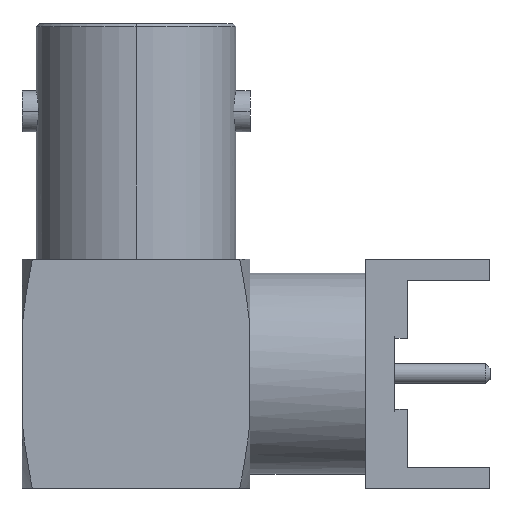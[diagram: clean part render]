
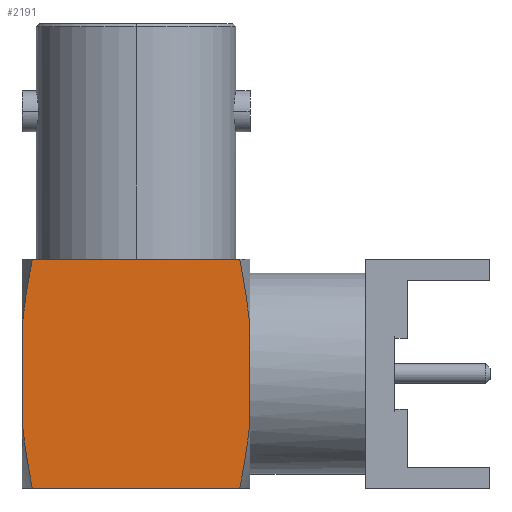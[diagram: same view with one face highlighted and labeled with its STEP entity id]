
A CAD part, left-side view. The second image highlights one B-rep face of the part: STEP entity #2191.
In plain terms, the highlighted planar face has unit normal (-1, 0, 0).
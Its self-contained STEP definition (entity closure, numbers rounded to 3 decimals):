
#101=DIRECTION('',(0.,-1.,0.));
#102=VECTOR('',#101,10.032);
#103=CARTESIAN_POINT('',(-5.5,10.815,
-0.15));
#104=LINE('',#103,#102);
#140=CARTESIAN_POINT('',(-5.5,0.783,
-0.15));
#141=CARTESIAN_POINT('',(-5.5,0.711,
-0.527));
#142=CARTESIAN_POINT('',(-5.5,0.579,
-1.262));
#143=CARTESIAN_POINT('',(-5.5,0.416,
-2.31));
#144=CARTESIAN_POINT('',(-5.5,0.334,
-2.971));
#145=CARTESIAN_POINT('',(-5.5,0.299,
-3.292));
#147=DIRECTION('',(0.,0.,1.));
#148=VECTOR('',#147,4.796);
#149=CARTESIAN_POINT('',(-5.5,0.299,
-8.088));
#150=LINE('',#149,#148);
#151=CARTESIAN_POINT('',(-5.5,0.783,
-11.23));
#152=CARTESIAN_POINT('',(-5.5,0.758,
-11.097));
#153=CARTESIAN_POINT('',(-5.5,0.708,
-10.831));
#154=CARTESIAN_POINT('',(-5.5,0.637,
-10.431));
#155=CARTESIAN_POINT('',(-5.5,0.591,
-10.164));
#156=CARTESIAN_POINT('',(-5.5,0.569,
-10.03));
#158=CARTESIAN_POINT('',(-5.5,11.299,-8.088));
#159=CARTESIAN_POINT('',(-5.5,11.277,-8.296));
#160=CARTESIAN_POINT('',(-5.5,11.227,-8.717));
#161=CARTESIAN_POINT('',(-5.5,11.136,-9.364));
#162=CARTESIAN_POINT('',(-5.5,11.067,-9.806));
#163=CARTESIAN_POINT('',(-5.5,11.03,-10.03));
#165=CARTESIAN_POINT('',(-5.5,11.299,-3.292));
#166=CARTESIAN_POINT('',(-5.5,11.265,-2.971));
#167=CARTESIAN_POINT('',(-5.5,11.182,-2.31));
#168=CARTESIAN_POINT('',(-5.5,11.019,-1.262));
#169=CARTESIAN_POINT('',(-5.5,10.887,
-0.527));
#170=CARTESIAN_POINT('',(-5.5,10.815,
-0.15));
#200=DIRECTION('',(0.,0.,1.));
#201=VECTOR('',#200,4.796);
#202=CARTESIAN_POINT('',(-5.5,11.299,-8.088));
#203=LINE('',#202,#201);
#209=CARTESIAN_POINT('',(-5.5,10.815,-11.23));
#211=CARTESIAN_POINT('',(-5.5,10.815,-11.23));
#212=CARTESIAN_POINT('',(-5.5,10.841,-11.094));
#213=CARTESIAN_POINT('',(-5.5,10.892,-10.823));
#214=CARTESIAN_POINT('',(-5.5,10.963,-10.423));
#215=CARTESIAN_POINT('',(-5.5,11.008,-10.16));
#216=CARTESIAN_POINT('',(-5.5,11.03,-10.03));
#228=DIRECTION('',(0.,1.,0.));
#229=VECTOR('',#228,10.032);
#230=CARTESIAN_POINT('',(-5.5,0.783,
-11.23));
#231=LINE('',#230,#229);
#268=CARTESIAN_POINT('',(-5.5,0.299,
-8.088));
#269=CARTESIAN_POINT('',(-5.5,0.322,
-8.297));
#270=CARTESIAN_POINT('',(-5.5,0.372,
-8.721));
#271=CARTESIAN_POINT('',(-5.5,0.462,
-9.368));
#272=CARTESIAN_POINT('',(-5.5,0.532,
-9.808));
#273=CARTESIAN_POINT('',(-5.5,0.569,
-10.03));
#1654=CARTESIAN_POINT('',(-5.5,0.299,
-3.292));
#1655=VERTEX_POINT('',#1654);
#1656=CARTESIAN_POINT('',(-5.5,0.299,
-8.088));
#1657=VERTEX_POINT('',#1656);
#1669=VERTEX_POINT('',#209);
#1670=VERTEX_POINT('',#216);
#1671=VERTEX_POINT('',#158);
#1828=VERTEX_POINT('',#151);
#1829=VERTEX_POINT('',#156);
#1885=CARTESIAN_POINT('',(-5.5,11.299,
-3.292));
#1886=VERTEX_POINT('',#1885);
#1899=VERTEX_POINT('',#170);
#1900=VERTEX_POINT('',#140);
#2167=CARTESIAN_POINT('',(-5.5,5.799,11.23));
#2168=DIRECTION('',(1.,0.,0.));
#2169=DIRECTION('',(0.,0.,1.));
#2170=AXIS2_PLACEMENT_3D('',#2167,#2168,#2169);
#2171=PLANE('',#2170);
#2173=ORIENTED_EDGE('',*,*,#2172,.T.);
#2174=ORIENTED_EDGE('',*,*,#2135,.T.);
#2175=ORIENTED_EDGE('',*,*,#2160,.T.);
#2176=ORIENTED_EDGE('',*,*,#2055,.F.);
#2178=ORIENTED_EDGE('',*,*,#2177,.T.);
#2180=ORIENTED_EDGE('',*,*,#2179,.F.);
#2182=ORIENTED_EDGE('',*,*,#2181,.T.);
#2184=ORIENTED_EDGE('',*,*,#2183,.T.);
#2186=ORIENTED_EDGE('',*,*,#2185,.F.);
#2188=ORIENTED_EDGE('',*,*,#2187,.T.);
#2189=EDGE_LOOP('',(#2173,#2174,#2175,#2176,#2178,#2180,#2182,#2184,#2186,
#2188));
#2190=FACE_OUTER_BOUND('',#2189,.F.);
#2191=ADVANCED_FACE('',(#2190),#2171,.F.);
#146=B_SPLINE_CURVE_WITH_KNOTS('',3,(#140,#141,#142,#143,#144,#145),
.UNSPECIFIED.,.F.,.F.,(4,1,1,4),(0.,0.333,0.667,1.),
.UNSPECIFIED.);
#157=B_SPLINE_CURVE_WITH_KNOTS('',3,(#151,#152,#153,#154,#155,#156),
.UNSPECIFIED.,.F.,.F.,(4,1,1,4),(0.,0.333,0.667,1.),
.UNSPECIFIED.);
#164=B_SPLINE_CURVE_WITH_KNOTS('',3,(#158,#159,#160,#161,#162,#163),
.UNSPECIFIED.,.F.,.F.,(4,1,1,4),(0.,0.333,0.667,1.),
.UNSPECIFIED.);
#171=B_SPLINE_CURVE_WITH_KNOTS('',3,(#165,#166,#167,#168,#169,#170),
.UNSPECIFIED.,.F.,.F.,(4,1,1,4),(0.,0.333,0.667,1.),
.UNSPECIFIED.);
#217=B_SPLINE_CURVE_WITH_KNOTS('',3,(#211,#212,#213,#214,#215,#216),
.UNSPECIFIED.,.F.,.F.,(4,1,1,4),(0.,0.333,0.667,1.),
.UNSPECIFIED.);
#274=B_SPLINE_CURVE_WITH_KNOTS('',3,(#268,#269,#270,#271,#272,#273),
.UNSPECIFIED.,.F.,.F.,(4,1,1,4),(0.,0.333,0.667,1.),
.UNSPECIFIED.);
#2055=EDGE_CURVE('',#1657,#1655,#150,.T.);
#2135=EDGE_CURVE('',#1899,#1900,#104,.T.);
#2160=EDGE_CURVE('',#1900,#1655,#146,.T.);
#2172=EDGE_CURVE('',#1886,#1899,#171,.T.);
#2177=EDGE_CURVE('',#1657,#1829,#274,.T.);
#2179=EDGE_CURVE('',#1828,#1829,#157,.T.);
#2181=EDGE_CURVE('',#1828,#1669,#231,.T.);
#2183=EDGE_CURVE('',#1669,#1670,#217,.T.);
#2185=EDGE_CURVE('',#1671,#1670,#164,.T.);
#2187=EDGE_CURVE('',#1671,#1886,#203,.T.);
